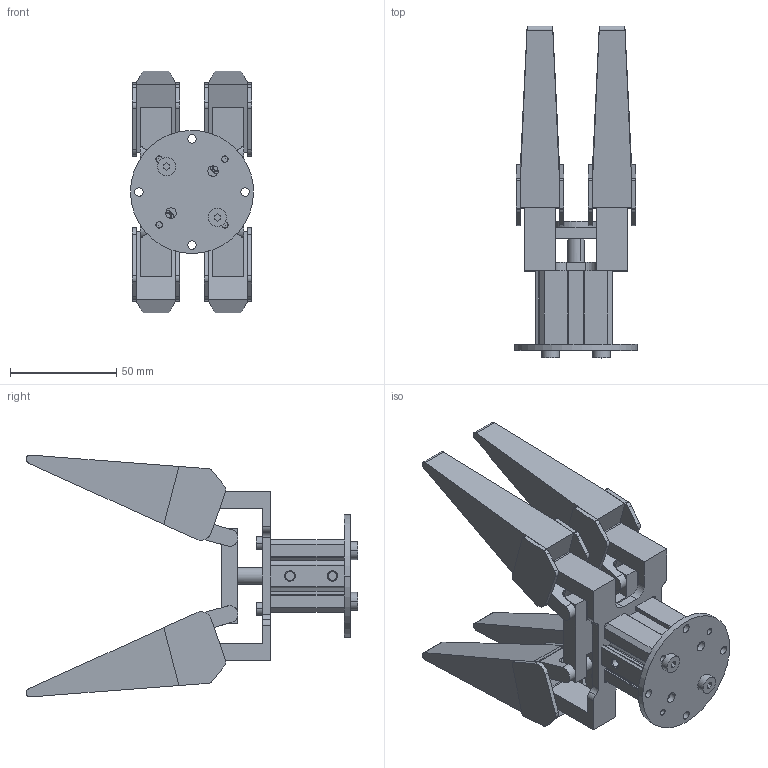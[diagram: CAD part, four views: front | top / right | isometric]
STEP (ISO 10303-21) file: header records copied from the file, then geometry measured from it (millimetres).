
FILE_DESCRIPTION( ('This file contains a STEP AP42 implementation' ,'as created by ZW3D STEP Interface translator.') ,'2;1' );
FILE_NAME( 'FAE4M86C 侐硌ァ雄.stp' ,'2112 9.151024', (''), ('ZWCAD Software Co.'), 'Version 1.0', 'ZW3D to STEP translator', '' );
FILE_SCHEMA(('AUTOMOTIVE_DESIGN { 1 0 10303 214 1 1 1 1 }'));
Length unit declared in the file: millimetre
Products named in the file (2): 0; FAE4M86C 侐硌ァ雄
Bounding box: 58 x 156.34 x 114 mm (x, y, z)
Volume: 191950.9 mm3; surface area: 82267.1 mm2
Topology: 23 solids, 27 shells, 593 faces, 1450 edges, 947 vertices
Faces by surface type: plane 271, cylinder 258, cone 62, bspline 2
Entity records: 22175 total; most frequent: CARTESIAN_POINT 7447, ORIENTED_EDGE 2896, DIRECTION 2874, EDGE_CURVE 1448, AXIS2_PLACEMENT_3D 1012, VERTEX_POINT 947, VECTOR 850, LINE 850
